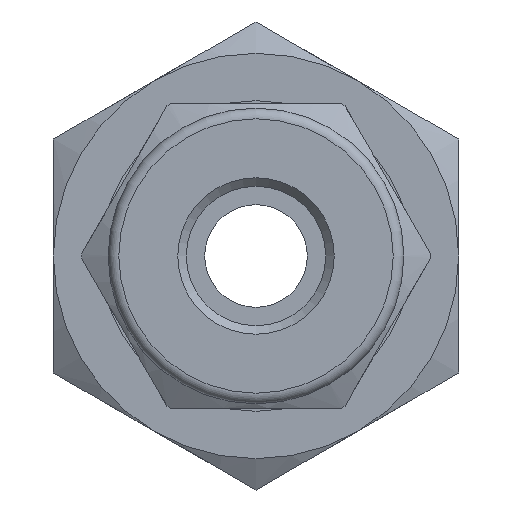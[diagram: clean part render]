
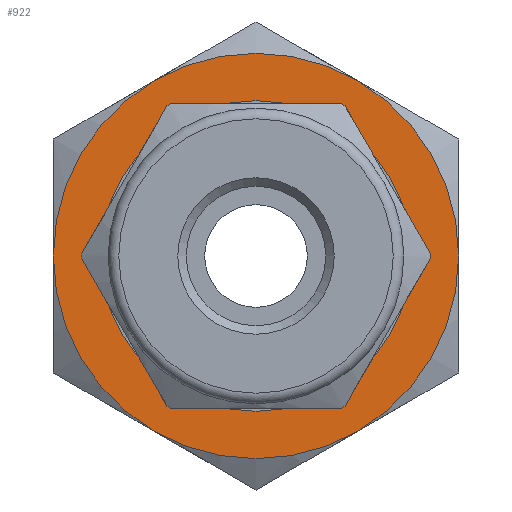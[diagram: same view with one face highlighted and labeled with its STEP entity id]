
A CAD part, left-side view. The second image highlights one B-rep face of the part: STEP entity #922.
In plain terms, the highlighted planar face has unit normal (-1, 0, 0).
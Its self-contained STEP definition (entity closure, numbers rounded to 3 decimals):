
#22=FACE_BOUND('',#242,.T.);
#63=CIRCLE('',#991,5.9);
#89=CIRCLE('',#1046,9.525);
#90=CIRCLE('',#1048,9.525);
#91=CIRCLE('',#1050,9.525);
#92=CIRCLE('',#1052,9.525);
#93=CIRCLE('',#1054,9.525);
#94=CIRCLE('',#1056,9.525);
#175=FACE_OUTER_BOUND('',#241,.T.);
#241=EDGE_LOOP('',(#811,#812,#813,#814,#815,#816));
#242=EDGE_LOOP('',(#817));
#401=VERTEX_POINT('',#1481);
#421=VERTEX_POINT('',#1552);
#425=VERTEX_POINT('',#1570);
#429=VERTEX_POINT('',#1588);
#435=VERTEX_POINT('',#1612);
#439=VERTEX_POINT('',#1630);
#441=VERTEX_POINT('',#1645);
#499=EDGE_CURVE('',#401,#401,#63,.T.);
#565=EDGE_CURVE('',#429,#441,#89,.T.);
#566=EDGE_CURVE('',#425,#429,#90,.T.);
#567=EDGE_CURVE('',#441,#439,#91,.T.);
#568=EDGE_CURVE('',#421,#425,#92,.T.);
#569=EDGE_CURVE('',#439,#435,#93,.T.);
#570=EDGE_CURVE('',#435,#421,#94,.T.);
#811=ORIENTED_EDGE('',*,*,#565,.F.);
#812=ORIENTED_EDGE('',*,*,#566,.F.);
#813=ORIENTED_EDGE('',*,*,#568,.F.);
#814=ORIENTED_EDGE('',*,*,#570,.F.);
#815=ORIENTED_EDGE('',*,*,#569,.F.);
#816=ORIENTED_EDGE('',*,*,#567,.F.);
#817=ORIENTED_EDGE('',*,*,#499,.T.);
#867=PLANE('',#1055);
#922=ADVANCED_FACE('',(#175,#22),#867,.T.);
#991=AXIS2_PLACEMENT_3D('',#1482,#1171,#1172);
#1046=AXIS2_PLACEMENT_3D('',#1665,#1297,#1298);
#1048=AXIS2_PLACEMENT_3D('',#1667,#1301,#1302);
#1050=AXIS2_PLACEMENT_3D('',#1669,#1305,#1306);
#1052=AXIS2_PLACEMENT_3D('',#1671,#1309,#1310);
#1054=AXIS2_PLACEMENT_3D('',#1673,#1313,#1314);
#1055=AXIS2_PLACEMENT_3D('',#1674,#1315,#1316);
#1056=AXIS2_PLACEMENT_3D('',#1675,#1317,#1318);
#1171=DIRECTION('center_axis',(1.,0.,0.));
#1172=DIRECTION('ref_axis',(0.,1.,0.));
#1297=DIRECTION('center_axis',(1.,0.,0.));
#1298=DIRECTION('ref_axis',(0.,0.,-1.));
#1301=DIRECTION('center_axis',(1.,0.,0.));
#1302=DIRECTION('ref_axis',(0.,0.,-1.));
#1305=DIRECTION('center_axis',(1.,0.,0.));
#1306=DIRECTION('ref_axis',(0.,0.,-1.));
#1309=DIRECTION('center_axis',(1.,0.,0.));
#1310=DIRECTION('ref_axis',(0.,0.,-1.));
#1313=DIRECTION('center_axis',(1.,0.,0.));
#1314=DIRECTION('ref_axis',(0.,0.,-1.));
#1315=DIRECTION('center_axis',(-1.,0.,0.));
#1316=DIRECTION('ref_axis',(0.,0.,1.));
#1317=DIRECTION('center_axis',(1.,0.,0.));
#1318=DIRECTION('ref_axis',(0.,0.,-1.));
#1481=CARTESIAN_POINT('',(17.844,-5.9,0.));
#1482=CARTESIAN_POINT('Origin',(17.844,0.,0.));
#1552=CARTESIAN_POINT('',(17.844,-4.762,-8.249));
#1570=CARTESIAN_POINT('',(17.844,4.763,-8.249));
#1588=CARTESIAN_POINT('',(17.844,9.525,0.));
#1612=CARTESIAN_POINT('',(17.844,-9.525,0.));
#1630=CARTESIAN_POINT('',(17.844,-4.762,8.249));
#1645=CARTESIAN_POINT('',(17.844,4.762,8.249));
#1665=CARTESIAN_POINT('Origin',(17.844,0.,0.));
#1667=CARTESIAN_POINT('Origin',(17.844,0.,0.));
#1669=CARTESIAN_POINT('Origin',(17.844,0.,0.));
#1671=CARTESIAN_POINT('Origin',(17.844,0.,0.));
#1673=CARTESIAN_POINT('Origin',(17.844,0.,0.));
#1674=CARTESIAN_POINT('Origin',(17.844,9.525,0.));
#1675=CARTESIAN_POINT('Origin',(17.844,0.,0.));
